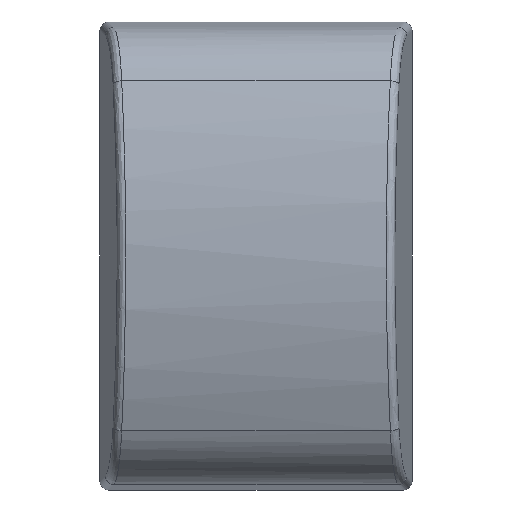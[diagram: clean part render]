
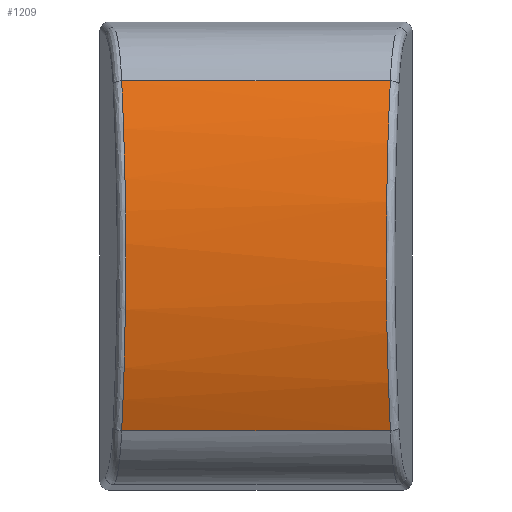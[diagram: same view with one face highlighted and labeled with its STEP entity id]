
A CAD part, top view. The second image highlights one B-rep face of the part: STEP entity #1209.
In plain terms, the highlighted cylindrical face has radius 27 mm (diameter 54 mm), a partial arc.
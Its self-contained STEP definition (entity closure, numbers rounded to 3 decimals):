
#67=FACE_OUTER_BOUND('',#138,.T.);
#138=EDGE_LOOP('',(#831,#832,#833,#834));
#258=LINE('',#1934,#366);
#259=LINE('',#1938,#367);
#366=VECTOR('',#1469,10.);
#367=VECTOR('',#1474,10.);
#470=ELLIPSE('',#1294,27.195,27.);
#476=ELLIPSE('',#1305,27.195,27.);
#504=VERTEX_POINT('',#1856);
#506=VERTEX_POINT('',#1886);
#513=VERTEX_POINT('',#1933);
#514=VERTEX_POINT('',#1937);
#627=EDGE_CURVE('',#506,#504,#470,.T.);
#638=EDGE_CURVE('',#504,#513,#258,.T.);
#640=EDGE_CURVE('',#514,#506,#259,.T.);
#641=EDGE_CURVE('',#513,#514,#476,.T.);
#831=ORIENTED_EDGE('',*,*,#627,.F.);
#832=ORIENTED_EDGE('',*,*,#640,.F.);
#833=ORIENTED_EDGE('',*,*,#641,.F.);
#834=ORIENTED_EDGE('',*,*,#638,.F.);
#1174=CYLINDRICAL_SURFACE('',#1304,27.);
#1209=ADVANCED_FACE('',(#67),#1174,.T.);
#1294=AXIS2_PLACEMENT_3D('',#1888,#1446,#1447);
#1304=AXIS2_PLACEMENT_3D('',#1936,#1472,#1473);
#1305=AXIS2_PLACEMENT_3D('',#1939,#1475,#1476);
#1446=DIRECTION('center_axis',(-0.993,0.,0.12));
#1447=DIRECTION('ref_axis',(0.12,0.,0.993));
#1469=DIRECTION('',(1.,0.,0.));
#1472=DIRECTION('center_axis',(-1.,0.,0.));
#1473=DIRECTION('ref_axis',(0.,0.,1.));
#1474=DIRECTION('',(-1.,0.,0.));
#1475=DIRECTION('center_axis',(0.993,0.,0.12));
#1476=DIRECTION('ref_axis',(-0.12,0.,0.993));
#1856=CARTESIAN_POINT('',(6.25,28.599,6.54));
#1886=CARTESIAN_POINT('',(6.25,8.401,6.54));
#1888=CARTESIAN_POINT('Origin',(3.232,18.5,-18.5));
#1933=CARTESIAN_POINT('',(21.75,28.599,6.54));
#1934=CARTESIAN_POINT('',(23.,28.599,6.54));
#1936=CARTESIAN_POINT('Origin',(23.,18.5,-18.5));
#1937=CARTESIAN_POINT('',(21.75,8.401,6.54));
#1938=CARTESIAN_POINT('',(23.,8.401,6.54));
#1939=CARTESIAN_POINT('Origin',(24.768,18.5,-18.5));
